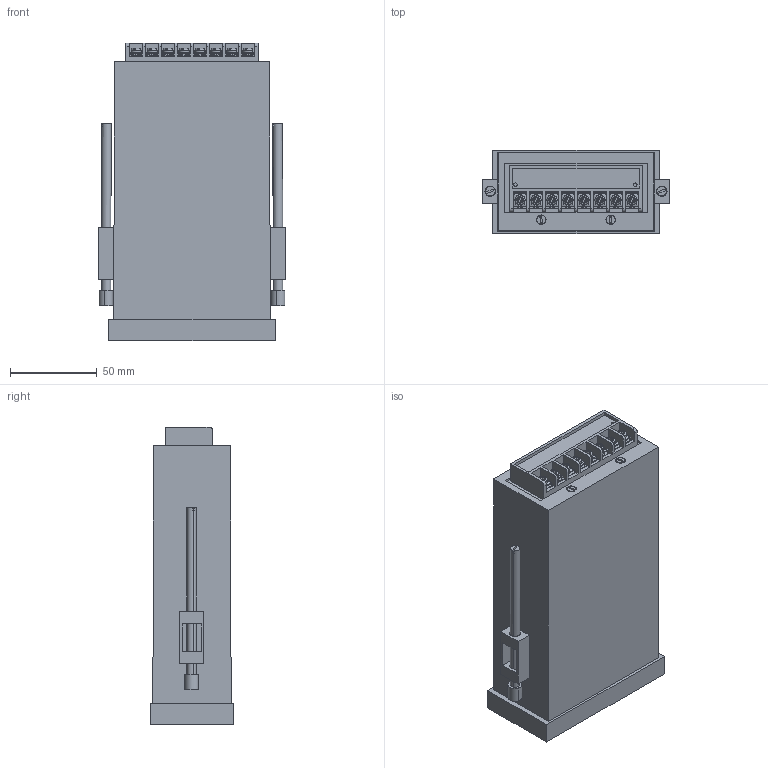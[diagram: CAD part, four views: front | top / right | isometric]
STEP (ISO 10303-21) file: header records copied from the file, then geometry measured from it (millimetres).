
FILE_DESCRIPTION (( 'STEP AP214' ), '1' );
FILE_NAME ('IC-048-05.STEP', '2022-01-17T14:10:17', ( '' ), ( '' ), 'SwSTEP 2.0', 'SolidWorks 2017', '' );
FILE_SCHEMA (( 'AUTOMOTIVE_DESIGN' ));
Length unit declared in the file: millimetre
Products named in the file (74): Screw-Countershank; Screw-Countershank-Small; Screw-smallest; Front Plate FP-48-01; Back Plate BP-48-01.with C Type TerminalSLDASM; BP-48-01; Screw; Case IC-048; Washer; C-Type Terminal-Sheet metal; Screw+Washer; C-Type Terminal Nut; Clamp-Metal-110; Metal Plate MPL-150; Clamp-Plastic-1; Clamp-110; Clamp-Plastic-2; IC-048-05; C Type Terminal TC-C; BrassInsert; Red Transparent Sheet RTS-96-01
Assembly tree (34 placements, depth 5):
  Screw-Countershank-Small
  Screw-Countershank
  Screw
  Screw
  Case IC-048
Bounding box: 107.92 x 48 x 171.5 mm (x, y, z)
Volume: 130532.1 mm3; surface area: 155758.2 mm2
Topology: 53 solids, 53 shells, 1646 faces, 4209 edges, 2648 vertices
Faces by surface type: plane 1017, cylinder 487, cone 62, bspline 32, torus 24, sphere 24
Entity records: 20767 total; most frequent: CARTESIAN_POINT 4050, ORIENTED_EDGE 3218, DIRECTION 3084, EDGE_CURVE 1609, VECTOR 1226, LINE 1226, VERTEX_POINT 1043, AXIS2_PLACEMENT_3D 929
